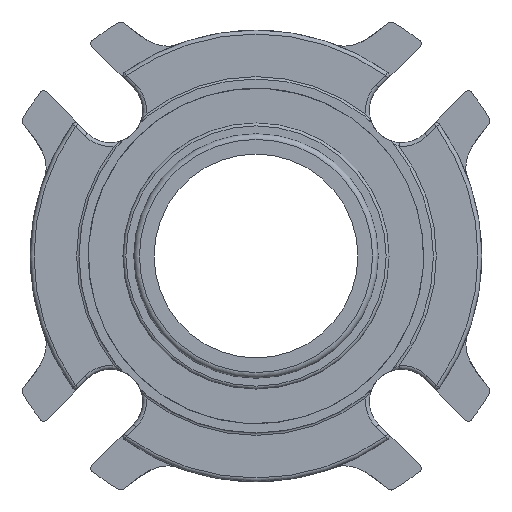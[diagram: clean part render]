
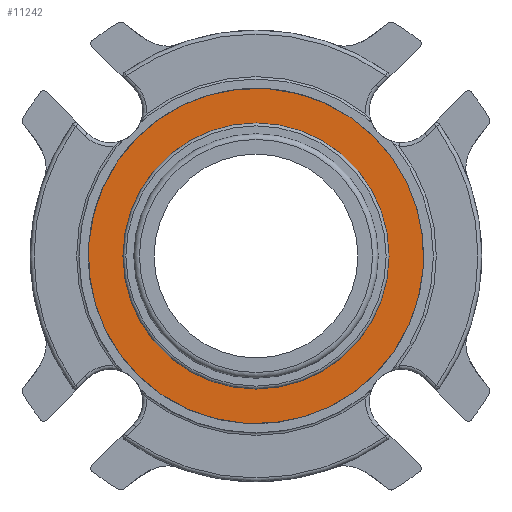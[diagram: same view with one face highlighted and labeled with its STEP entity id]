
A CAD part, front view. The second image highlights one B-rep face of the part: STEP entity #11242.
In plain terms, the highlighted planar face has unit normal (0, -1, 0).
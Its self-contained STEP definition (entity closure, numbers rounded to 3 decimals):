
#1367=PLANE('',#11763);
#1537=ORIENTED_EDGE('',*,*,#3924,.T.);
#1538=ORIENTED_EDGE('',*,*,#3923,.F.);
#3923=EDGE_CURVE('',#5122,#5122,#5878,.F.);
#3924=EDGE_CURVE('',#5123,#5123,#5879,.T.);
#5122=VERTEX_POINT('',#15191);
#5123=VERTEX_POINT('',#15194);
#5878=CIRCLE('',#11762,35.878);
#5879=CIRCLE('',#11764,45.237);
#6378=EDGE_LOOP('',(#1537));
#6379=EDGE_LOOP('',(#1538));
#6959=FACE_BOUND('',#6378,.T.);
#6960=FACE_BOUND('',#6379,.T.);
#11242=ADVANCED_FACE('',(#6959,#6960),#1367,.F.);
#11762=AXIS2_PLACEMENT_3D('',#15190,#12769,#12770);
#11763=AXIS2_PLACEMENT_3D('',#15192,#12771,#12772);
#11764=AXIS2_PLACEMENT_3D('',#15193,#12773,#12774);
#12769=DIRECTION('',(0.,1.,0.));
#12770=DIRECTION('',(-1.,0.,0.));
#12771=DIRECTION('',(0.,1.,0.));
#12772=DIRECTION('',(-0.56,0.,-0.828));
#12773=DIRECTION('',(0.,-1.,0.));
#12774=DIRECTION('',(0.56,0.,0.828));
#15190=CARTESIAN_POINT('',(0.,9.392,0.));
#15191=CARTESIAN_POINT('',(-35.878,9.392,0.));
#15192=CARTESIAN_POINT('',(25.355,9.392,37.464));
#15193=CARTESIAN_POINT('',(0.,9.392,0.));
#15194=CARTESIAN_POINT('',(25.355,9.392,37.464));
